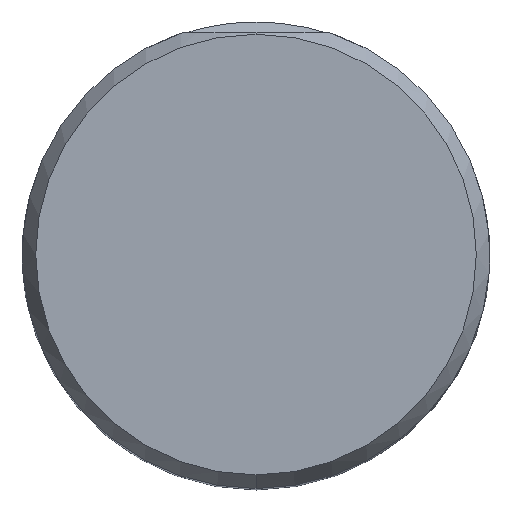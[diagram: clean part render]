
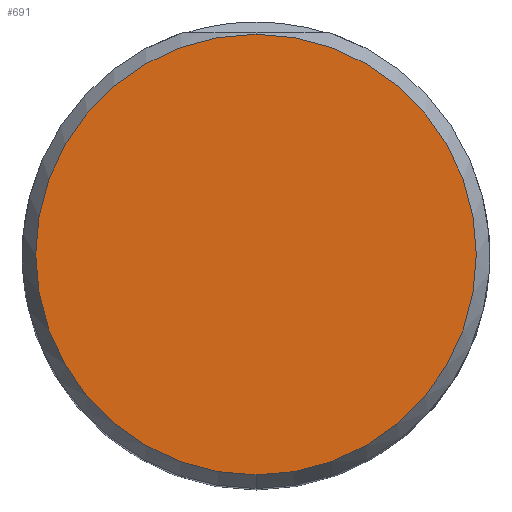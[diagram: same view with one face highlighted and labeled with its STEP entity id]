
A CAD part, top view. The second image highlights one B-rep face of the part: STEP entity #691.
In plain terms, the highlighted planar face has unit normal (0, 0, 1).
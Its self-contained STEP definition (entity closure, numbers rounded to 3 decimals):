
#299=EDGE_CURVE('',#333,#729,#796,.T.);
#333=VERTEX_POINT('',#833);
#691=ADVANCED_FACE('',(#1231),#1232,.T.);
#713=EDGE_CURVE('',#729,#333,#1254,.T.);
#729=VERTEX_POINT('',#1270);
#796=CIRCLE('',#1406,15.076);
#833=CARTESIAN_POINT('',(0.0,15.076,0.0));
#1231=FACE_OUTER_BOUND('',#9374,.T.);
#1232=PLANE('',#9375);
#1254=CIRCLE('',#9440,15.076);
#1270=CARTESIAN_POINT('',(0.,-15.076,0.0));
#1406=AXIS2_PLACEMENT_3D('',#9549,#9550,#9551);
#9374=EDGE_LOOP('',(#10064,#10065));
#9375=AXIS2_PLACEMENT_3D('',#10066,#10067,#10068);
#9440=AXIS2_PLACEMENT_3D('',#10070,#10071,#10072);
#9549=CARTESIAN_POINT('',(0.0,0.0,0.0));
#9550=DIRECTION('',(0.0,0.0,-1.0));
#9551=DIRECTION('',(0.0,1.0,0.0));
#10064=ORIENTED_EDGE('',*,*,#299,.F.);
#10065=ORIENTED_EDGE('',*,*,#713,.F.);
#10066=CARTESIAN_POINT('',(0.0,7.538,0.0));
#10067=DIRECTION('',(-0.0,0.0,1.0));
#10068=DIRECTION('',(0.0,-1.0,0.0));
#10070=CARTESIAN_POINT('',(0.0,0.0,0.0));
#10071=DIRECTION('',(0.0,0.0,-1.0));
#10072=DIRECTION('',(0.0,1.0,0.0));
